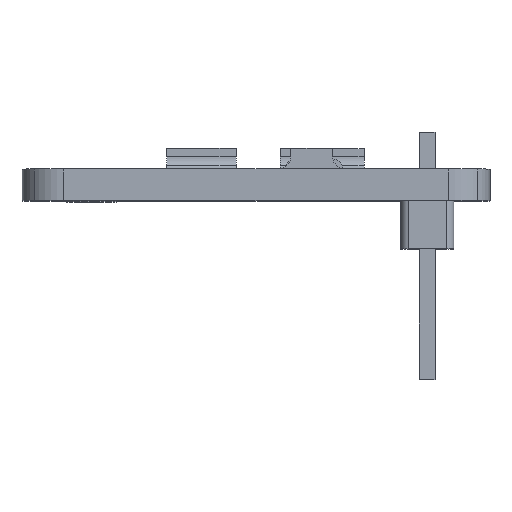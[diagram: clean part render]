
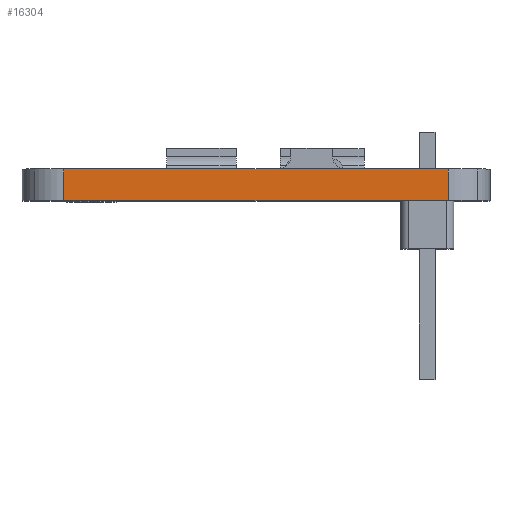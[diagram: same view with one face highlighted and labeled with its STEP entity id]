
A CAD part, top view. The second image highlights one B-rep face of the part: STEP entity #16304.
In plain terms, the highlighted face is planar.
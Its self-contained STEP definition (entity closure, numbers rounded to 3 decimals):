
#788 = VERTEX_POINT ( 'NONE', #1044 ) ;
#818 = CARTESIAN_POINT ( 'NONE',  ( 0., 1.5, -20.3 ) ) ;
#1044 = CARTESIAN_POINT ( 'NONE',  ( 0., 0., -20.3 ) ) ;
#1408 = VECTOR ( 'NONE', #19991, 1000. ) ;
#1507 = EDGE_CURVE ( 'NONE', #49800, #11298, #26026, .T. ) ;
#1990 = CARTESIAN_POINT ( 'NONE',  ( 0., 0., -2. ) ) ;
#4220 = LINE ( 'NONE', #22103, #28919 ) ;
#9105 = CARTESIAN_POINT ( 'NONE',  ( 0., 1.5, -22.3 ) ) ;
#9756 = DIRECTION ( 'NONE',  ( 0., -1., 0. ) ) ;
#10516 = CARTESIAN_POINT ( 'NONE',  ( 0., 0., -2. ) ) ;
#11298 = VERTEX_POINT ( 'NONE', #16336 ) ;
#16304 = ADVANCED_FACE ( 'NONE', ( #27491 ), #36489, .T. ) ;
#16336 = CARTESIAN_POINT ( 'NONE',  ( 0., 1.5, -2. ) ) ;
#16994 = ORIENTED_EDGE ( 'NONE', *, *, #43909, .F. ) ;
#17469 = CARTESIAN_POINT ( 'NONE',  ( 0., 0., -22.3 ) ) ;
#19802 = VECTOR ( 'NONE', #9756, 1000. ) ;
#19991 = DIRECTION ( 'NONE',  ( 0., 0., 1. ) ) ;
#22103 = CARTESIAN_POINT ( 'NONE',  ( 0., 0., -20.3 ) ) ;
#22109 = ORIENTED_EDGE ( 'NONE', *, *, #1507, .F. ) ;
#26026 = LINE ( 'NONE', #9105, #1408 ) ;
#26299 = DIRECTION ( 'NONE',  ( 0., 1., 0. ) ) ;
#26749 = EDGE_CURVE ( 'NONE', #11298, #36073, #46822, .T. ) ;
#27491 = FACE_OUTER_BOUND ( 'NONE', #38944, .T. ) ;
#28919 = VECTOR ( 'NONE', #26299, 1000. ) ;
#29623 = EDGE_CURVE ( 'NONE', #788, #36073, #48899, .T. ) ;
#32804 = DIRECTION ( 'NONE',  ( 0., 0., 1. ) ) ;
#35043 = AXIS2_PLACEMENT_3D ( 'NONE', #17469, #36968, #32804 ) ;
#36073 = VERTEX_POINT ( 'NONE', #10516 ) ;
#36436 = CARTESIAN_POINT ( 'NONE',  ( 0., 0., -22.3 ) ) ;
#36489 = PLANE ( 'NONE',  #35043 ) ;
#36968 = DIRECTION ( 'NONE',  ( -1., 0., 0. ) ) ;
#38272 = ORIENTED_EDGE ( 'NONE', *, *, #29623, .T. ) ;
#38748 = VECTOR ( 'NONE', #39939, 1000. ) ;
#38944 = EDGE_LOOP ( 'NONE', ( #40859, #22109, #16994, #38272 ) ) ;
#39939 = DIRECTION ( 'NONE',  ( 0., 0., 1. ) ) ;
#40859 = ORIENTED_EDGE ( 'NONE', *, *, #26749, .F. ) ;
#43909 = EDGE_CURVE ( 'NONE', #788, #49800, #4220, .T. ) ;
#46822 = LINE ( 'NONE', #1990, #19802 ) ;
#48899 = LINE ( 'NONE', #36436, #38748 ) ;
#49800 = VERTEX_POINT ( 'NONE', #818 ) ;
